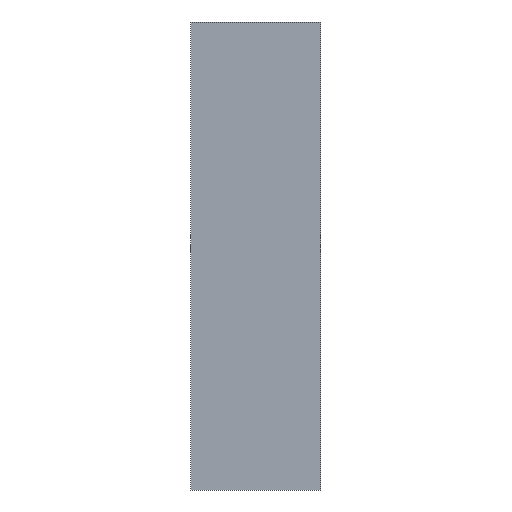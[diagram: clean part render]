
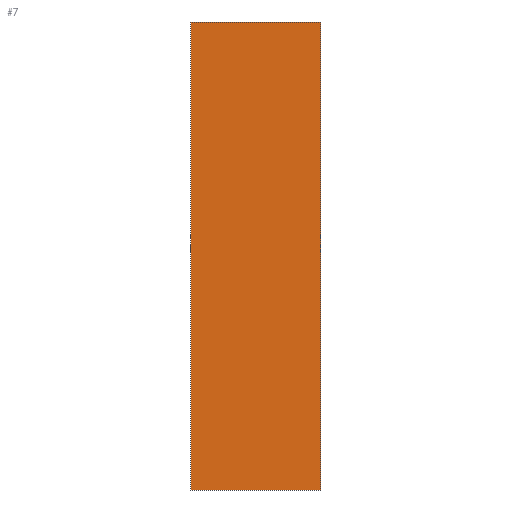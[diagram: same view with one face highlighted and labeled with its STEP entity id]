
A CAD part, front view. The second image highlights one B-rep face of the part: STEP entity #7.
In plain terms, the highlighted planar face has unit normal (0, -1, 0).
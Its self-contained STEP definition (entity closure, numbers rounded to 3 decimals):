
#7 = ADVANCED_FACE ( 'NONE', ( #89 ), #175, .T. ) ;
#12 = ORIENTED_EDGE ( 'NONE', *, *, #139, .F. ) ;
#14 = ORIENTED_EDGE ( 'NONE', *, *, #144, .F. ) ;
#20 = VECTOR ( 'NONE', #206, 1000. ) ;
#21 = LINE ( 'NONE', #182, #22 ) ;
#22 = VECTOR ( 'NONE', #188, 1000. ) ;
#65 = LINE ( 'NONE', #204, #20 ) ;
#69 = ORIENTED_EDGE ( 'NONE', *, *, #143, .F. ) ;
#71 = ORIENTED_EDGE ( 'NONE', *, *, #141, .F. ) ;
#72 = EDGE_LOOP ( 'NONE', ( #12, #14, #69, #71 ) ) ;
#78 = LINE ( 'NONE', #211, #99 ) ;
#89 = FACE_OUTER_BOUND ( 'NONE', #72, .T. ) ;
#94 = VECTOR ( 'NONE', #236, 1000. ) ;
#99 = VECTOR ( 'NONE', #212, 1000. ) ;
#102 = LINE ( 'NONE', #234, #94 ) ;
#139 = EDGE_CURVE ( 'NONE', #213, #221, #102, .T. ) ;
#141 = EDGE_CURVE ( 'NONE', #221, #186, #78, .T. ) ;
#143 = EDGE_CURVE ( 'NONE', #186, #178, #65, .T. ) ;
#144 = EDGE_CURVE ( 'NONE', #178, #213, #21, .T. ) ;
#149 = AXIS2_PLACEMENT_3D ( 'NONE', #207, #180, #201 ) ;
#170 = CARTESIAN_POINT ( 'NONE',  ( 0., 0., -270. ) ) ;
#175 = PLANE ( 'NONE',  #149 ) ;
#178 = VERTEX_POINT ( 'NONE', #227 ) ;
#180 = DIRECTION ( 'NONE',  ( 0., -1., 0. ) ) ;
#182 = CARTESIAN_POINT ( 'NONE',  ( 0., 0., -270. ) ) ;
#185 = CARTESIAN_POINT ( 'NONE',  ( 0., 0., 0. ) ) ;
#186 = VERTEX_POINT ( 'NONE', #218 ) ;
#188 = DIRECTION ( 'NONE',  ( -1., 0., 0. ) ) ;
#201 = DIRECTION ( 'NONE',  ( 0., 0., -1. ) ) ;
#204 = CARTESIAN_POINT ( 'NONE',  ( 75., 0., 0. ) ) ;
#206 = DIRECTION ( 'NONE',  ( 0., 0., -1. ) ) ;
#207 = CARTESIAN_POINT ( 'NONE',  ( 0., 0., -270. ) ) ;
#211 = CARTESIAN_POINT ( 'NONE',  ( 0., 0., 0. ) ) ;
#212 = DIRECTION ( 'NONE',  ( 1., 0., 0. ) ) ;
#213 = VERTEX_POINT ( 'NONE', #170 ) ;
#218 = CARTESIAN_POINT ( 'NONE',  ( 75., 0., 0. ) ) ;
#221 = VERTEX_POINT ( 'NONE', #185 ) ;
#227 = CARTESIAN_POINT ( 'NONE',  ( 75., 0., -270. ) ) ;
#234 = CARTESIAN_POINT ( 'NONE',  ( 0., 0., 0. ) ) ;
#236 = DIRECTION ( 'NONE',  ( 0., 0., 1. ) ) ;
